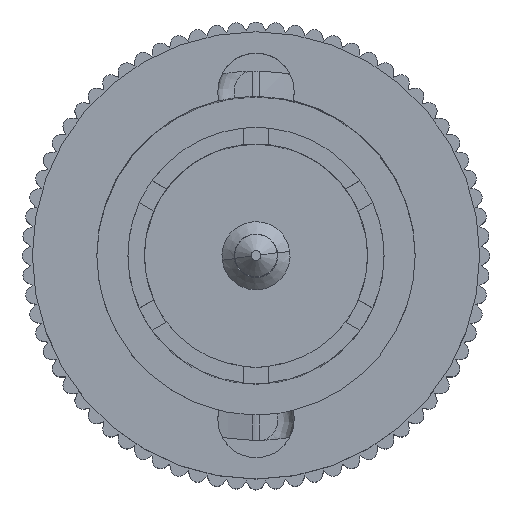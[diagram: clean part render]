
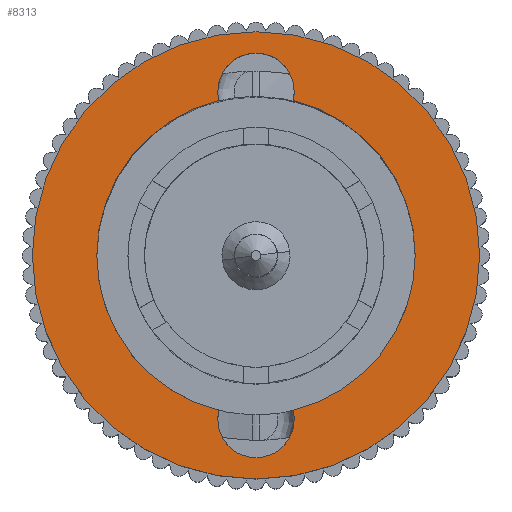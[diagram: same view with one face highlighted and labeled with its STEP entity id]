
A CAD part, top view. The second image highlights one B-rep face of the part: STEP entity #8313.
In plain terms, the highlighted planar face has unit normal (0, 0, 1).
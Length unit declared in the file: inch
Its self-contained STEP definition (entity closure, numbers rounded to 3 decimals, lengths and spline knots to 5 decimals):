
#1116 = AXIS2_PLACEMENT_3D ( 'NONE', #1169, #1168, #1167 ) ;
#1117 = CIRCLE ( 'NONE', #1116, 0.0465 ) ;
#1167 = DIRECTION ( 'NONE',  ( 1., 0., 0. ) ) ;
#1168 = DIRECTION ( 'NONE',  ( 0., 0., 1. ) ) ;
#1169 = CARTESIAN_POINT ( 'NONE',  ( 0., -0.2, 0. ) ) ;
#1177 = DIRECTION ( 'NONE',  ( 1., 0., 0. ) ) ;
#1178 = DIRECTION ( 'NONE',  ( 0., 0., 1. ) ) ;
#1179 = CARTESIAN_POINT ( 'NONE',  ( 0., 0., 0. ) ) ;
#1180 = AXIS2_PLACEMENT_3D ( 'NONE', #1179, #1178, #1177 ) ;
#1181 = CIRCLE ( 'NONE', #1180, 0.2725 ) ;
#1522 = DIRECTION ( 'NONE',  ( -1., 0., 0. ) ) ;
#1523 = DIRECTION ( 'NONE',  ( 0., 0., 1. ) ) ;
#1524 = AXIS2_PLACEMENT_3D ( 'NONE', #1531, #1523, #1522 ) ;
#1525 = CIRCLE ( 'NONE', #1524, 0.0465 ) ;
#1531 = CARTESIAN_POINT ( 'NONE',  ( 0., 0.2, 0. ) ) ;
#3427 = CARTESIAN_POINT ( 'NONE',  ( -0.2725, 0., 0. ) ) ;
#3432 = DIRECTION ( 'NONE',  ( 1., 0., 0. ) ) ;
#3433 = DIRECTION ( 'NONE',  ( 0., 0., 1. ) ) ;
#3434 = AXIS2_PLACEMENT_3D ( 'NONE', #3442, #3433, #3432 ) ;
#3435 = CIRCLE ( 'NONE', #3434, 0.2725 ) ;
#3442 = CARTESIAN_POINT ( 'NONE',  ( 0., 0., 0. ) ) ;
#3477 = CARTESIAN_POINT ( 'NONE',  ( 0.2725, 0., 0. ) ) ;
#6291 = CARTESIAN_POINT ( 'NONE',  ( 0., 0., 0. ) ) ;
#6292 = AXIS2_PLACEMENT_3D ( 'NONE', #6291, #12202, #7806 ) ;
#6297 = CIRCLE ( 'NONE', #6292, 0.194 ) ;
#6299 = CARTESIAN_POINT ( 'NONE',  ( -0.0451, 0.18868, 0. ) ) ;
#6303 = CARTESIAN_POINT ( 'NONE',  ( 0.0451, 0.18868, 0. ) ) ;
#6336 = DIRECTION ( 'NONE',  ( 1., 0., 0. ) ) ;
#6337 = DIRECTION ( 'NONE',  ( 0., 0., 1. ) ) ;
#6338 = CARTESIAN_POINT ( 'NONE',  ( 0., 0., 0. ) ) ;
#6339 = AXIS2_PLACEMENT_3D ( 'NONE', #6338, #6337, #6336 ) ;
#6340 = CIRCLE ( 'NONE', #6339, 0.194 ) ;
#6341 = CARTESIAN_POINT ( 'NONE',  ( -0.0465, 0.2, 0. ) ) ;
#6460 = DIRECTION ( 'NONE',  ( -1., 0., 0. ) ) ;
#6461 = DIRECTION ( 'NONE',  ( 0., 0., 1. ) ) ;
#6462 = CARTESIAN_POINT ( 'NONE',  ( 0., 0.2, 0. ) ) ;
#6463 = AXIS2_PLACEMENT_3D ( 'NONE', #6462, #6461, #6460 ) ;
#6464 = CIRCLE ( 'NONE', #6463, 0.0465 ) ;
#6540 = DIRECTION ( 'NONE',  ( 1., 0., 0. ) ) ;
#6541 = DIRECTION ( 'NONE',  ( 0., 0., 1. ) ) ;
#6542 = CARTESIAN_POINT ( 'NONE',  ( 0.2725, 0., 0. ) ) ;
#6543 = AXIS2_PLACEMENT_3D ( 'NONE', #6542, #6541, #6540 ) ;
#6544 = PLANE ( 'NONE',  #6543 ) ;
#6545 = FACE_OUTER_BOUND ( 'NONE', #10637, .T. ) ;
#6546 = FACE_BOUND ( 'NONE', #8316, .T. ) ;
#6777 = DIRECTION ( 'NONE',  ( 1., 0., 0. ) ) ;
#6778 = DIRECTION ( 'NONE',  ( 0., 0., 1. ) ) ;
#6779 = CARTESIAN_POINT ( 'NONE',  ( 0., -0.2, 0. ) ) ;
#6780 = AXIS2_PLACEMENT_3D ( 'NONE', #6779, #6778, #6777 ) ;
#6781 = CIRCLE ( 'NONE', #6780, 0.0465 ) ;
#7089 = DIRECTION ( 'NONE',  ( 1., 0., 0. ) ) ;
#7090 = DIRECTION ( 'NONE',  ( 0., 0., 1. ) ) ;
#7091 = CARTESIAN_POINT ( 'NONE',  ( 0., 0., 0. ) ) ;
#7092 = AXIS2_PLACEMENT_3D ( 'NONE', #7091, #7090, #7089 ) ;
#7093 = CIRCLE ( 'NONE', #7092, 0.194 ) ;
#7104 = CARTESIAN_POINT ( 'NONE',  ( -0.194, 0., 0. ) ) ;
#7109 = CARTESIAN_POINT ( 'NONE',  ( -0.0451, -0.18868, 0. ) ) ;
#7110 = DIRECTION ( 'NONE',  ( 1., 0., 0. ) ) ;
#7111 = DIRECTION ( 'NONE',  ( 0., 0., 1. ) ) ;
#7112 = CARTESIAN_POINT ( 'NONE',  ( 0., 0., 0. ) ) ;
#7113 = AXIS2_PLACEMENT_3D ( 'NONE', #7112, #7111, #7110 ) ;
#7114 = CIRCLE ( 'NONE', #7113, 0.194 ) ;
#7120 = CARTESIAN_POINT ( 'NONE',  ( 0.0465, -0.2, 0. ) ) ;
#7122 = DIRECTION ( 'NONE',  ( 1., 0., 0. ) ) ;
#7123 = DIRECTION ( 'NONE',  ( 0., 0., 1. ) ) ;
#7124 = CARTESIAN_POINT ( 'NONE',  ( 0., -0.2, 0. ) ) ;
#7125 = AXIS2_PLACEMENT_3D ( 'NONE', #7124, #7123, #7122 ) ;
#7126 = CIRCLE ( 'NONE', #7125, 0.0465 ) ;
#7127 = CARTESIAN_POINT ( 'NONE',  ( -0.0465, -0.2, 0. ) ) ;
#7145 = CARTESIAN_POINT ( 'NONE',  ( 0.194, 0., 0. ) ) ;
#7146 = CARTESIAN_POINT ( 'NONE',  ( 0.0451, -0.18868, 0. ) ) ;
#7216 = CARTESIAN_POINT ( 'NONE',  ( 0.0465, 0.2, 0. ) ) ;
#7217 = DIRECTION ( 'NONE',  ( -1., 0., 0. ) ) ;
#7218 = DIRECTION ( 'NONE',  ( 0., 0., 1. ) ) ;
#7219 = CARTESIAN_POINT ( 'NONE',  ( 0., 0.2, 0. ) ) ;
#7220 = AXIS2_PLACEMENT_3D ( 'NONE', #7219, #7218, #7217 ) ;
#7221 = CIRCLE ( 'NONE', #7220, 0.0465 ) ;
#7748 = VERTEX_POINT ( 'NONE', #6303 ) ;
#7756 = VERTEX_POINT ( 'NONE', #6299 ) ;
#7776 = VERTEX_POINT ( 'NONE', #6341 ) ;
#7778 = EDGE_CURVE ( 'NONE', #8573, #7748, #6340, .T. ) ;
#7792 = EDGE_CURVE ( 'NONE', #7776, #7756, #6464, .T. ) ;
#7806 = DIRECTION ( 'NONE',  ( 1., 0., 0. ) ) ;
#8313 = ADVANCED_FACE ( 'NONE', ( #6546, #6545 ), #6544, .T. ) ;
#8316 = EDGE_LOOP ( 'NONE', ( #8317, #8334, #8335, #10902, #10905, #10666, #10665, #10662, #10663, #10661 ) ) ;
#8317 = ORIENTED_EDGE ( 'NONE', *, *, #8318, .F. ) ;
#8318 = EDGE_CURVE ( 'NONE', #7756, #8561, #6297, .T. ) ;
#8334 = ORIENTED_EDGE ( 'NONE', *, *, #7792, .F. ) ;
#8335 = ORIENTED_EDGE ( 'NONE', *, *, #8613, .F. ) ;
#8416 = EDGE_CURVE ( 'NONE', #8591, #8572, #6781, .T. ) ;
#8557 = EDGE_CURVE ( 'NONE', #8561, #8558, #7114, .T. ) ;
#8558 = VERTEX_POINT ( 'NONE', #7109 ) ;
#8561 = VERTEX_POINT ( 'NONE', #7104 ) ;
#8570 = EDGE_CURVE ( 'NONE', #8572, #8573, #7093, .T. ) ;
#8572 = VERTEX_POINT ( 'NONE', #7146 ) ;
#8573 = VERTEX_POINT ( 'NONE', #7145 ) ;
#8586 = VERTEX_POINT ( 'NONE', #7127 ) ;
#8587 = EDGE_CURVE ( 'NONE', #8586, #8591, #7126, .T. ) ;
#8591 = VERTEX_POINT ( 'NONE', #7120 ) ;
#8613 = EDGE_CURVE ( 'NONE', #8617, #7776, #7221, .T. ) ;
#8617 = VERTEX_POINT ( 'NONE', #7216 ) ;
#10637 = EDGE_LOOP ( 'NONE', ( #10695, #10690 ) ) ;
#10661 = ORIENTED_EDGE ( 'NONE', *, *, #8557, .F. ) ;
#10662 = ORIENTED_EDGE ( 'NONE', *, *, #8587, .F. ) ;
#10663 = ORIENTED_EDGE ( 'NONE', *, *, #10667, .F. ) ;
#10665 = ORIENTED_EDGE ( 'NONE', *, *, #8416, .F. ) ;
#10666 = ORIENTED_EDGE ( 'NONE', *, *, #8570, .F. ) ;
#10667 = EDGE_CURVE ( 'NONE', #8558, #8586, #1117, .T. ) ;
#10690 = ORIENTED_EDGE ( 'NONE', *, *, #10704, .T. ) ;
#10695 = ORIENTED_EDGE ( 'NONE', *, *, #11760, .T. ) ;
#10704 = EDGE_CURVE ( 'NONE', #11763, #11772, #1181, .T. ) ;
#10896 = EDGE_CURVE ( 'NONE', #7748, #8617, #1525, .T. ) ;
#10902 = ORIENTED_EDGE ( 'NONE', *, *, #10896, .F. ) ;
#10905 = ORIENTED_EDGE ( 'NONE', *, *, #7778, .F. ) ;
#11760 = EDGE_CURVE ( 'NONE', #11772, #11763, #3435, .T. ) ;
#11763 = VERTEX_POINT ( 'NONE', #3427 ) ;
#11772 = VERTEX_POINT ( 'NONE', #3477 ) ;
#12202 = DIRECTION ( 'NONE',  ( 0., 0., 1. ) ) ;
